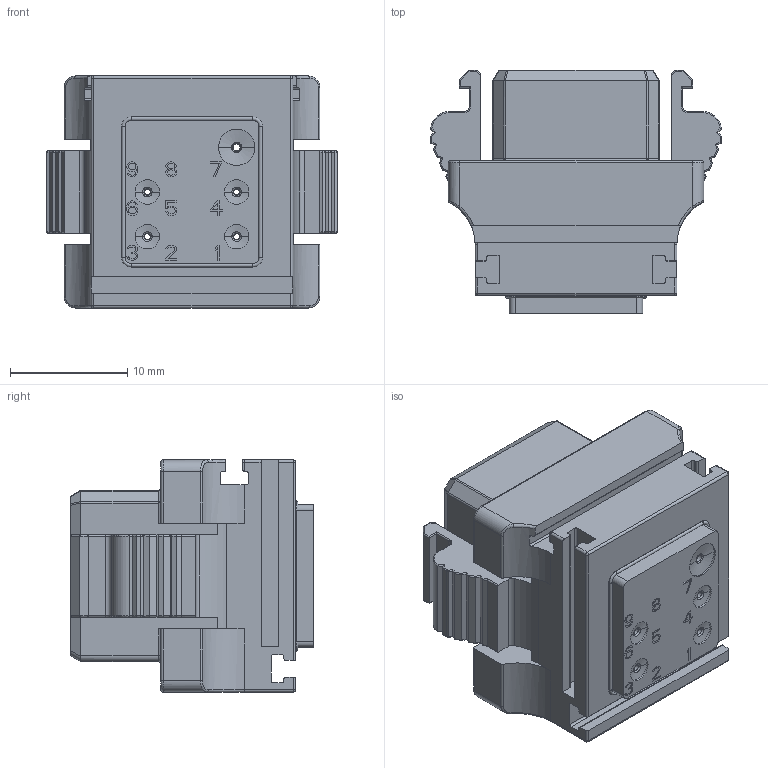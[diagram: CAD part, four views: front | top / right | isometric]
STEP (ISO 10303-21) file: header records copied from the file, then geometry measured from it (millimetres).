
FILE_DESCRIPTION((''),'2;1');
FILE_NAME('33578004523','2019-11-04T',('presta_be4'),(''),'CREO PARAMETRIC BY PTC INC, 2018360','CREO PARAMETRIC BY PTC INC, 2018360','');
FILE_SCHEMA(('CONFIG_CONTROL_DESIGN'));
Length unit declared in the file: millimetre
Products named in the file (1): 33578004523
Bounding box: 24.8 x 20.72 x 19.8 mm (x, y, z)
Volume: 4667.6 mm3; surface area: 4389.8 mm2
Topology: 1 solids, 1 shells, 1572 faces, 4042 edges, 2556 vertices
Faces by surface type: plane 914, cylinder 406, torus 146, cone 94, bspline 8, sphere 4
Entity records: 48506 total; most frequent: CARTESIAN_POINT 9844, ORIENTED_EDGE 8084, DIRECTION 7938, EDGE_CURVE 4042, VECTOR 2954, LINE 2954, VERTEX_POINT 2556, AXIS2_PLACEMENT_3D 2492
